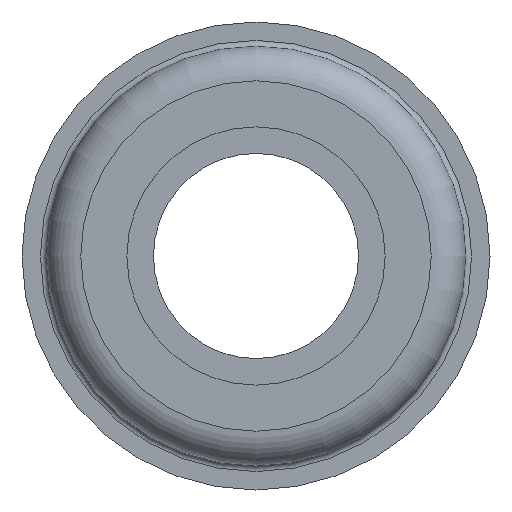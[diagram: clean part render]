
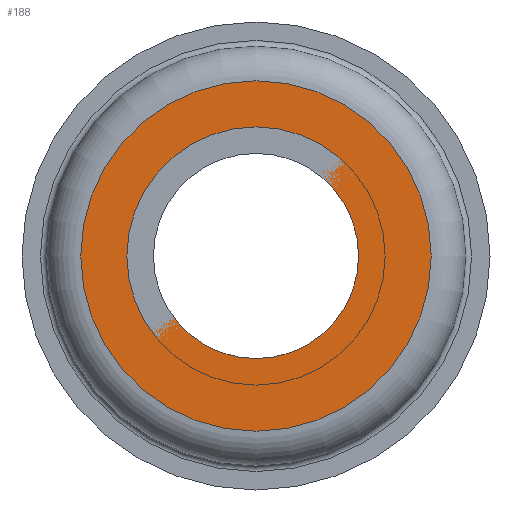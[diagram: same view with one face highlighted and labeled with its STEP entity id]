
A CAD part, front view. The second image highlights one B-rep face of the part: STEP entity #188.
In plain terms, the highlighted planar face has unit normal (0, -1, 0).
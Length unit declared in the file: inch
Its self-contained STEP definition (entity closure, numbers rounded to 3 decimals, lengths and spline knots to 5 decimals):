
#112=CARTESIAN_POINT('',(0.,-0.09,0.));
#113=DIRECTION('',(0.,-1.,0.));
#114=DIRECTION('',(0.,0.,-1.));
#115=AXIS2_PLACEMENT_3D('',#112,#113,#114);
#116=CIRCLE('',#115,0.0445);
#117=EDGE_CURVE('',#119,#119,#116,.T.);
#118=CARTESIAN_POINT('',(0.,-0.09,-0.0445));
#119=VERTEX_POINT('',#118);
#149=CARTESIAN_POINT('',(0.,-0.09,0.));
#150=DIRECTION('',(0.,-1.,0.));
#151=DIRECTION('',(0.,0.,1.));
#152=AXIS2_PLACEMENT_3D('',#149,#150,#151);
#153=CIRCLE('',#152,0.076);
#154=EDGE_CURVE('',#156,#156,#153,.T.);
#155=CARTESIAN_POINT('',(0.,-0.09,0.076));
#156=VERTEX_POINT('',#155);
#177=ORIENTED_EDGE('',*,*,#117,.F.);
#178=EDGE_LOOP('',(#177));
#179=FACE_BOUND('',#178,.T.);
#180=ORIENTED_EDGE('',*,*,#154,.T.);
#181=EDGE_LOOP('',(#180));
#182=FACE_BOUND('',#181,.T.);
#183=CARTESIAN_POINT('',(0.,-0.09,0.));
#184=DIRECTION('',(0.,-1.,0.));
#185=DIRECTION('',(0.,0.,1.));
#186=AXIS2_PLACEMENT_3D('',#183,#184,#185);
#187=PLANE('',#186);
#188=ADVANCED_FACE('',(#179,#182),#187,.T.);
